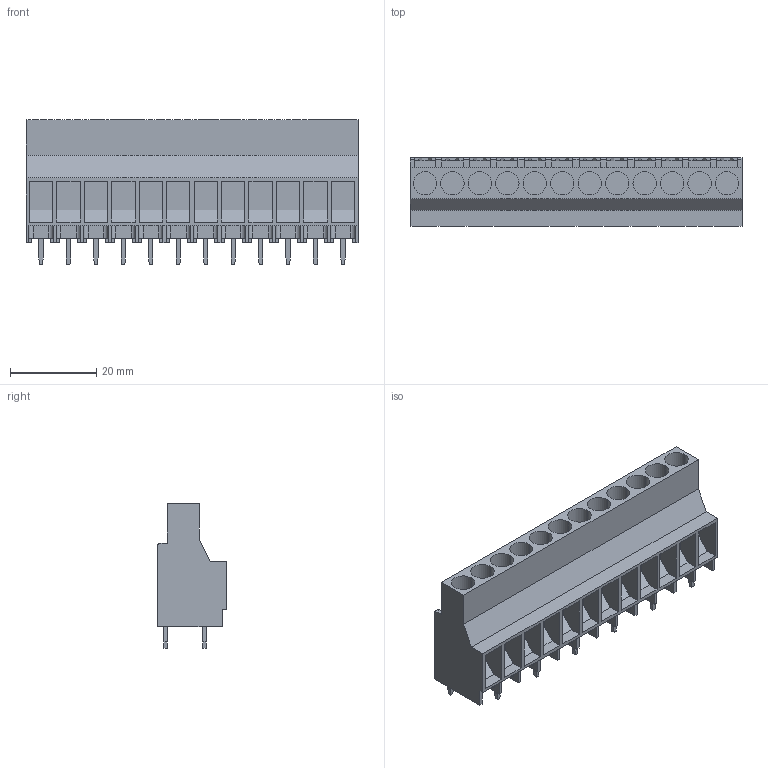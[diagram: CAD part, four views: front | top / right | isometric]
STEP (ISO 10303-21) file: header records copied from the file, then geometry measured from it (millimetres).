
FILE_DESCRIPTION(('CATIA V5 STEP Exchange','CAx-IF Rec.Pracs.--- Model Styling and Organization---1.2---2011-12-15'),'2;1');
FILE_NAME ('D1451358_0_1356950000_1356950000.stp','2018-09-10T15:29:46+00:00',('none'),('Weidmueller'),'CATIA Version 5-6 Release 2014','CATIA V5 STEP AP214','none');
FILE_SCHEMA(('AUTOMOTIVE_DESIGN { 1 0 10303 214 1 1 1 1 }'));
Length unit declared in the file: millimetre
Products named in the file (1): 1356950000
Bounding box: 76.8 x 15.85 x 33.5 mm (x, y, z)
Volume: 20582.8 mm3; surface area: 11280 mm2
Topology: 13 solids, 13 shells, 494 faces, 1332 edges, 888 vertices
Faces by surface type: plane 433, cylinder 61
Entity records: 14088 total; most frequent: ORIENTED_EDGE 2664, CARTESIAN_POINT 2498, DIRECTION 1886, EDGE_CURVE 1332, VECTOR 1210, LINE 1210, VERTEX_POINT 888, EDGE_LOOP 518
